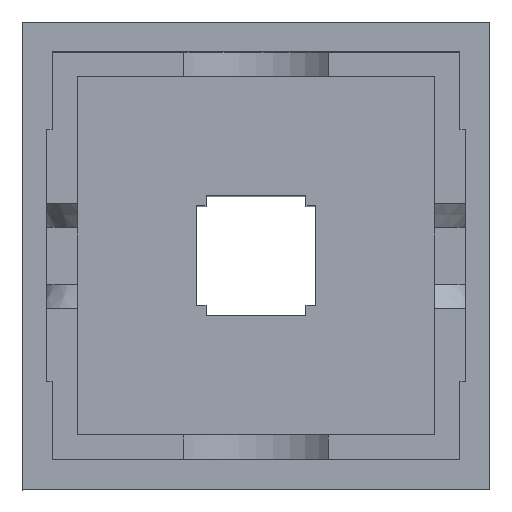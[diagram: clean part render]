
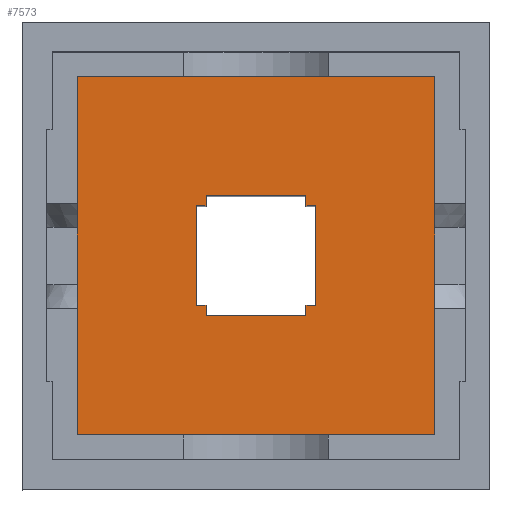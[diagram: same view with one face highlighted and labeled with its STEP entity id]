
A CAD part, top view. The second image highlights one B-rep face of the part: STEP entity #7573.
In plain terms, the highlighted planar face has unit normal (0, 0, 1).
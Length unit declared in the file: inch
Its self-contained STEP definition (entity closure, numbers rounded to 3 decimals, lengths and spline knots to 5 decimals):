
#79=FACE_BOUND('',#1098,.T.);
#191=PLANE('',#8014);
#656=FACE_OUTER_BOUND('',#1097,.T.);
#1097=EDGE_LOOP('',(#6861,#6862,#6863,#6864));
#1098=EDGE_LOOP('',(#6865,#6866,#6867,#6868,#6869,#6870,#6871,#6872,#6873,
#6874,#6875,#6876));
#1957=LINE('',#17281,#2441);
#1966=LINE('',#17299,#2450);
#1973=LINE('',#17331,#2457);
#1993=LINE('',#17382,#2477);
#2118=LINE('',#20254,#2602);
#2230=LINE('',#24412,#2714);
#2231=LINE('',#24414,#2715);
#2232=LINE('',#24416,#2716);
#2233=LINE('',#24418,#2717);
#2234=LINE('',#24420,#2718);
#2235=LINE('',#24422,#2719);
#2236=LINE('',#24424,#2720);
#2237=LINE('',#24426,#2721);
#2238=LINE('',#24428,#2722);
#2239=LINE('',#24429,#2723);
#2240=LINE('',#24430,#2724);
#2441=VECTOR('',#8603,0.3937);
#2450=VECTOR('',#8614,0.3937);
#2457=VECTOR('',#8649,0.3937);
#2477=VECTOR('',#8691,0.3937);
#2602=VECTOR('',#8950,0.3937);
#2714=VECTOR('',#9292,0.3937);
#2715=VECTOR('',#9293,0.3937);
#2716=VECTOR('',#9294,0.3937);
#2717=VECTOR('',#9295,0.3937);
#2718=VECTOR('',#9296,0.3937);
#2719=VECTOR('',#9297,0.3937);
#2720=VECTOR('',#9298,0.3937);
#2721=VECTOR('',#9299,0.3937);
#2722=VECTOR('',#9300,0.3937);
#2723=VECTOR('',#9301,0.3937);
#2724=VECTOR('',#9302,0.3937);
#3140=VERTEX_POINT('',#17278);
#3141=VERTEX_POINT('',#17280);
#3146=VERTEX_POINT('',#17292);
#3149=VERTEX_POINT('',#17297);
#3160=VERTEX_POINT('',#17330);
#3180=VERTEX_POINT('',#17380);
#3502=VERTEX_POINT('',#24410);
#3503=VERTEX_POINT('',#24411);
#3504=VERTEX_POINT('',#24413);
#3505=VERTEX_POINT('',#24415);
#3506=VERTEX_POINT('',#24417);
#3507=VERTEX_POINT('',#24419);
#3508=VERTEX_POINT('',#24421);
#3509=VERTEX_POINT('',#24423);
#3510=VERTEX_POINT('',#24425);
#3511=VERTEX_POINT('',#24427);
#4069=EDGE_CURVE('',#3141,#3140,#1957,.T.);
#4078=EDGE_CURVE('',#3146,#3149,#1966,.T.);
#4093=EDGE_CURVE('',#3160,#3141,#1973,.T.);
#4119=EDGE_CURVE('',#3140,#3180,#1993,.T.);
#4393=EDGE_CURVE('',#3180,#3160,#2118,.T.);
#4642=EDGE_CURVE('',#3502,#3503,#2230,.T.);
#4643=EDGE_CURVE('',#3503,#3504,#2231,.T.);
#4644=EDGE_CURVE('',#3504,#3505,#2232,.T.);
#4645=EDGE_CURVE('',#3505,#3506,#2233,.T.);
#4646=EDGE_CURVE('',#3506,#3507,#2234,.T.);
#4647=EDGE_CURVE('',#3507,#3508,#2235,.T.);
#4648=EDGE_CURVE('',#3508,#3509,#2236,.T.);
#4649=EDGE_CURVE('',#3509,#3510,#2237,.T.);
#4650=EDGE_CURVE('',#3510,#3511,#2238,.T.);
#4651=EDGE_CURVE('',#3511,#3146,#2239,.T.);
#4652=EDGE_CURVE('',#3149,#3502,#2240,.T.);
#6861=ORIENTED_EDGE('',*,*,#4093,.T.);
#6862=ORIENTED_EDGE('',*,*,#4069,.T.);
#6863=ORIENTED_EDGE('',*,*,#4119,.T.);
#6864=ORIENTED_EDGE('',*,*,#4393,.T.);
#6865=ORIENTED_EDGE('',*,*,#4642,.T.);
#6866=ORIENTED_EDGE('',*,*,#4643,.T.);
#6867=ORIENTED_EDGE('',*,*,#4644,.T.);
#6868=ORIENTED_EDGE('',*,*,#4645,.T.);
#6869=ORIENTED_EDGE('',*,*,#4646,.T.);
#6870=ORIENTED_EDGE('',*,*,#4647,.T.);
#6871=ORIENTED_EDGE('',*,*,#4648,.T.);
#6872=ORIENTED_EDGE('',*,*,#4649,.T.);
#6873=ORIENTED_EDGE('',*,*,#4650,.T.);
#6874=ORIENTED_EDGE('',*,*,#4651,.T.);
#6875=ORIENTED_EDGE('',*,*,#4078,.T.);
#6876=ORIENTED_EDGE('',*,*,#4652,.T.);
#7573=ADVANCED_FACE('',(#656,#79),#191,.T.);
#8014=AXIS2_PLACEMENT_3D('',#24409,#9290,#9291);
#8603=DIRECTION('',(0.,1.,0.));
#8614=DIRECTION('',(0.,1.,0.));
#8649=DIRECTION('',(1.,0.,0.));
#8691=DIRECTION('',(-1.,0.,0.));
#8950=DIRECTION('',(0.,-1.,0.));
#9290=DIRECTION('center_axis',(0.,0.,1.));
#9291=DIRECTION('ref_axis',(1.,0.,0.));
#9292=DIRECTION('',(0.,1.,0.));
#9293=DIRECTION('',(1.,0.,0.));
#9294=DIRECTION('',(0.,-1.,0.));
#9295=DIRECTION('',(1.,0.,0.));
#9296=DIRECTION('',(0.,-1.,0.));
#9297=DIRECTION('',(-1.,0.,0.));
#9298=DIRECTION('',(0.,-1.,0.));
#9299=DIRECTION('',(-1.,0.,0.));
#9300=DIRECTION('',(0.,1.,0.));
#9301=DIRECTION('',(-1.,0.,0.));
#9302=DIRECTION('',(1.,0.,0.));
#17278=CARTESIAN_POINT('',(0.6725,0.6725,3.25));
#17280=CARTESIAN_POINT('',(0.6725,-0.6725,3.25));
#17281=CARTESIAN_POINT('',(0.6725,-0.6725,3.25));
#17292=CARTESIAN_POINT('',(-0.225,-0.1875,3.25));
#17297=CARTESIAN_POINT('',(-0.225,0.1875,3.25));
#17299=CARTESIAN_POINT('',(-0.225,0.1875,3.25));
#17330=CARTESIAN_POINT('',(-0.6725,-0.6725,3.25));
#17331=CARTESIAN_POINT('',(-0.6725,-0.6725,3.25));
#17380=CARTESIAN_POINT('',(-0.6725,0.6725,3.25));
#17382=CARTESIAN_POINT('',(0.6725,0.6725,3.25));
#20254=CARTESIAN_POINT('',(-0.6725,0.6725,3.25));
#24409=CARTESIAN_POINT('Origin',(0.,0.,
3.25));
#24410=CARTESIAN_POINT('',(-0.1875,0.1875,3.25));
#24411=CARTESIAN_POINT('',(-0.1875,0.225,3.25));
#24412=CARTESIAN_POINT('',(-0.1875,-0.225,3.25));
#24413=CARTESIAN_POINT('',(0.1875,0.225,3.25));
#24414=CARTESIAN_POINT('',(-0.1875,0.225,3.25));
#24415=CARTESIAN_POINT('',(0.1875,0.1875,3.25));
#24416=CARTESIAN_POINT('',(0.1875,0.225,3.25));
#24417=CARTESIAN_POINT('',(0.225,0.1875,3.25));
#24418=CARTESIAN_POINT('',(0.225,0.1875,3.25));
#24419=CARTESIAN_POINT('',(0.225,-0.1875,3.25));
#24420=CARTESIAN_POINT('',(0.225,-0.1875,3.25));
#24421=CARTESIAN_POINT('',(0.1875,-0.1875,3.25));
#24422=CARTESIAN_POINT('',(-0.225,-0.1875,3.25));
#24423=CARTESIAN_POINT('',(0.1875,-0.225,3.25));
#24424=CARTESIAN_POINT('',(0.1875,0.225,3.25));
#24425=CARTESIAN_POINT('',(-0.1875,-0.225,3.25));
#24426=CARTESIAN_POINT('',(0.1875,-0.225,3.25));
#24427=CARTESIAN_POINT('',(-0.1875,-0.1875,3.25));
#24428=CARTESIAN_POINT('',(-0.1875,-0.225,3.25));
#24429=CARTESIAN_POINT('',(-0.225,-0.1875,3.25));
#24430=CARTESIAN_POINT('',(0.225,0.1875,3.25));
